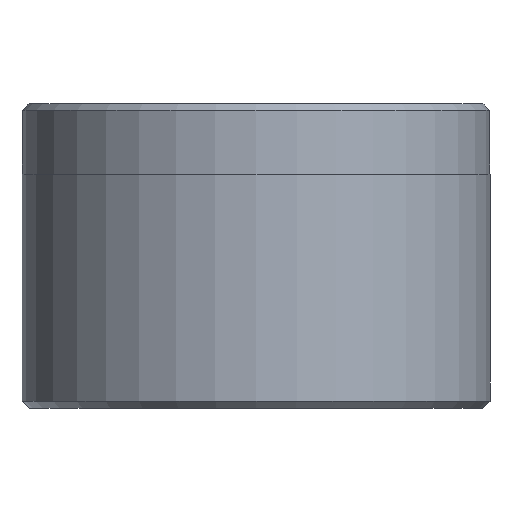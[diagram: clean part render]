
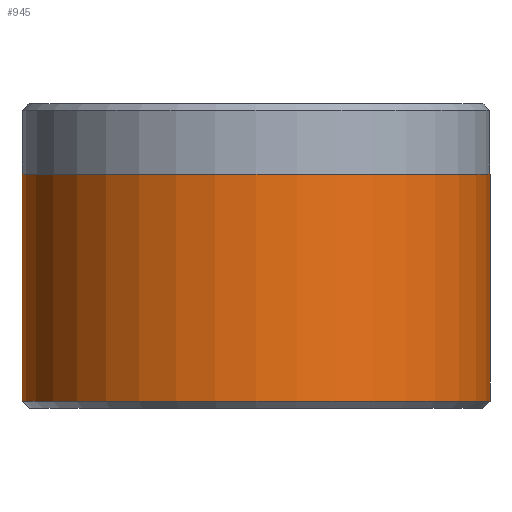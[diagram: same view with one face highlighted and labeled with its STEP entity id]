
A CAD part, front view. The second image highlights one B-rep face of the part: STEP entity #945.
In plain terms, the highlighted cylindrical face has radius 10 mm (diameter 20 mm), a partial arc.
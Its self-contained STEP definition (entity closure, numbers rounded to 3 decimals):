
#25 = CARTESIAN_POINT ( 'NONE',  ( 10., 0., 13. ) ) ;
#175 = ORIENTED_EDGE ( 'NONE', *, *, #1448, .T. ) ;
#239 = AXIS2_PLACEMENT_3D ( 'NONE', #625, #791, #1676 ) ;
#263 = VERTEX_POINT ( 'NONE', #793 ) ;
#313 = CARTESIAN_POINT ( 'NONE',  ( 10., 0., 10. ) ) ;
#319 = EDGE_CURVE ( 'NONE', #1527, #1325, #997, .T. ) ;
#436 = CARTESIAN_POINT ( 'NONE',  ( 0., 0., 0.3 ) ) ;
#506 = CARTESIAN_POINT ( 'NONE',  ( -10., 0., 13. ) ) ;
#528 = CIRCLE ( 'NONE', #239, 10. ) ;
#531 = EDGE_CURVE ( 'NONE', #668, #263, #1249, .T. ) ;
#538 = EDGE_LOOP ( 'NONE', ( #1667, #884, #1921, #175 ) ) ;
#556 = CARTESIAN_POINT ( 'NONE',  ( 10., 0., 0.3 ) ) ;
#558 = CARTESIAN_POINT ( 'NONE',  ( -10., 0., 10. ) ) ;
#582 = CARTESIAN_POINT ( 'NONE',  ( 0., 0., 13. ) ) ;
#603 = DIRECTION ( 'NONE',  ( 0., 0., -1. ) ) ;
#619 = AXIS2_PLACEMENT_3D ( 'NONE', #436, #1102, #1653 ) ;
#625 = CARTESIAN_POINT ( 'NONE',  ( 0., 0., 10. ) ) ;
#668 = VERTEX_POINT ( 'NONE', #558 ) ;
#790 = AXIS2_PLACEMENT_3D ( 'NONE', #582, #1894, #1634 ) ;
#791 = DIRECTION ( 'NONE',  ( 0., 0., 1. ) ) ;
#793 = CARTESIAN_POINT ( 'NONE',  ( -10., 0., 0.3 ) ) ;
#860 = VECTOR ( 'NONE', #603, 1000. ) ;
#884 = ORIENTED_EDGE ( 'NONE', *, *, #1062, .F. ) ;
#945 = ADVANCED_FACE ( 'NONE', ( #1116 ), #1469, .T. ) ;
#952 = VECTOR ( 'NONE', #1113, 1000. ) ;
#997 = LINE ( 'NONE', #25, #952 ) ;
#1062 = EDGE_CURVE ( 'NONE', #668, #1527, #528, .T. ) ;
#1102 = DIRECTION ( 'NONE',  ( 0., 0., 1. ) ) ;
#1113 = DIRECTION ( 'NONE',  ( 0., 0., -1. ) ) ;
#1116 = FACE_OUTER_BOUND ( 'NONE', #538, .T. ) ;
#1249 = LINE ( 'NONE', #506, #860 ) ;
#1305 = CIRCLE ( 'NONE', #619, 10. ) ;
#1325 = VERTEX_POINT ( 'NONE', #556 ) ;
#1448 = EDGE_CURVE ( 'NONE', #263, #1325, #1305, .T. ) ;
#1469 = CYLINDRICAL_SURFACE ( 'NONE', #790, 10. ) ;
#1527 = VERTEX_POINT ( 'NONE', #313 ) ;
#1634 = DIRECTION ( 'NONE',  ( -1., 0., 0. ) ) ;
#1653 = DIRECTION ( 'NONE',  ( 1., 0., 0. ) ) ;
#1667 = ORIENTED_EDGE ( 'NONE', *, *, #319, .F. ) ;
#1676 = DIRECTION ( 'NONE',  ( 1., 0., 0. ) ) ;
#1894 = DIRECTION ( 'NONE',  ( 0., 0., -1. ) ) ;
#1921 = ORIENTED_EDGE ( 'NONE', *, *, #531, .T. ) ;
